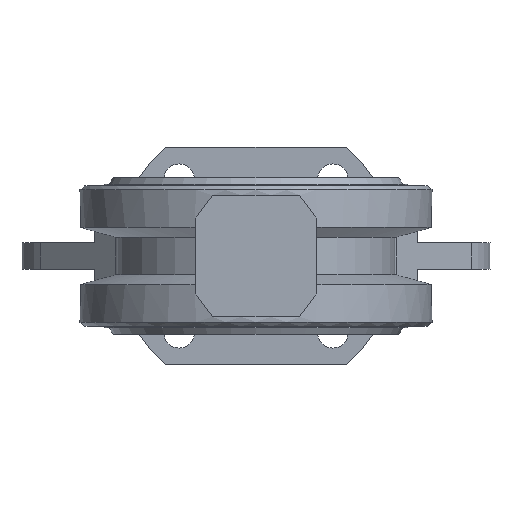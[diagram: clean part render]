
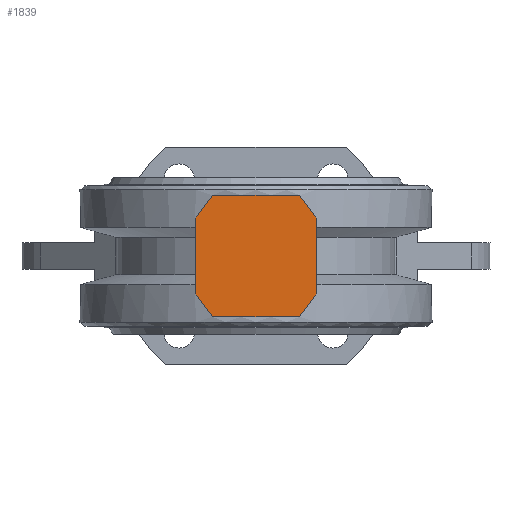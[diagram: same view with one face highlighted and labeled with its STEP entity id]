
A CAD part, front view. The second image highlights one B-rep face of the part: STEP entity #1839.
In plain terms, the highlighted planar face has unit normal (0, -1, 0).
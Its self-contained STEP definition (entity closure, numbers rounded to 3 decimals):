
#281 = CARTESIAN_POINT ( 'NONE',  ( 10., -55., -14. ) ) ;
#421 = LINE ( 'NONE', #22288, #7135 ) ;
#744 = LINE ( 'NONE', #13040, #30398 ) ;
#1494 = CARTESIAN_POINT ( 'NONE',  ( -10., -55., 14. ) ) ;
#1839 = ADVANCED_FACE ( 'NONE', ( #6311 ), #20791, .T. ) ;
#2030 = ORIENTED_EDGE ( 'NONE', *, *, #24912, .F. ) ;
#2065 = VERTEX_POINT ( 'NONE', #2739 ) ;
#2079 = DIRECTION ( 'NONE',  ( 0., -1., 0. ) ) ;
#2442 = DIRECTION ( 'NONE',  ( 0., 0., -1. ) ) ;
#2739 = CARTESIAN_POINT ( 'NONE',  ( -10., -55., -14. ) ) ;
#2852 = DIRECTION ( 'NONE',  ( -0.588, 0., -0.809 ) ) ;
#3408 = ORIENTED_EDGE ( 'NONE', *, *, #28828, .F. ) ;
#4208 = VECTOR ( 'NONE', #7823, 1000. ) ;
#4406 = DIRECTION ( 'NONE',  ( -1., 0., 0. ) ) ;
#4623 = EDGE_CURVE ( 'NONE', #11253, #30137, #23857, .T. ) ;
#5196 = DIRECTION ( 'NONE',  ( 0.588, 0., 0.809 ) ) ;
#6311 = FACE_OUTER_BOUND ( 'NONE', #33116, .T. ) ;
#6549 = DIRECTION ( 'NONE',  ( 0.588, 0., -0.809 ) ) ;
#7135 = VECTOR ( 'NONE', #25137, 1000. ) ;
#7190 = ORIENTED_EDGE ( 'NONE', *, *, #25463, .F. ) ;
#7823 = DIRECTION ( 'NONE',  ( 0., 0., -1. ) ) ;
#10630 = LINE ( 'NONE', #29985, #24960 ) ;
#11215 = CARTESIAN_POINT ( 'NONE',  ( 10., -55., -14. ) ) ;
#11253 = VERTEX_POINT ( 'NONE', #35466 ) ;
#12007 = VECTOR ( 'NONE', #6549, 1000. ) ;
#12240 = CARTESIAN_POINT ( 'NONE',  ( 0., -55., 0. ) ) ;
#13040 = CARTESIAN_POINT ( 'NONE',  ( -14., -55., 8.5 ) ) ;
#13489 = CARTESIAN_POINT ( 'NONE',  ( 14., -55., -8.5 ) ) ;
#13709 = CARTESIAN_POINT ( 'NONE',  ( -10., -55., 14. ) ) ;
#14910 = CARTESIAN_POINT ( 'NONE',  ( 14., -55., 8.5 ) ) ;
#14958 = VECTOR ( 'NONE', #5196, 1000. ) ;
#16350 = VERTEX_POINT ( 'NONE', #14910 ) ;
#16577 = ORIENTED_EDGE ( 'NONE', *, *, #29396, .F. ) ;
#17522 = ORIENTED_EDGE ( 'NONE', *, *, #32820, .F. ) ;
#17667 = CARTESIAN_POINT ( 'NONE',  ( -14., -55., -8.5 ) ) ;
#17843 = ORIENTED_EDGE ( 'NONE', *, *, #4623, .F. ) ;
#18392 = VERTEX_POINT ( 'NONE', #17667 ) ;
#18424 = ORIENTED_EDGE ( 'NONE', *, *, #36774, .F. ) ;
#18667 = DIRECTION ( 'NONE',  ( 1., 0., 0. ) ) ;
#20791 = PLANE ( 'NONE',  #30862 ) ;
#20832 = CARTESIAN_POINT ( 'NONE',  ( 14., -55., 8.5 ) ) ;
#21156 = CARTESIAN_POINT ( 'NONE',  ( -10., -55., 14. ) ) ;
#22288 = CARTESIAN_POINT ( 'NONE',  ( -14., -55., -8.5 ) ) ;
#22550 = LINE ( 'NONE', #13709, #14958 ) ;
#23857 = LINE ( 'NONE', #281, #30670 ) ;
#23984 = ORIENTED_EDGE ( 'NONE', *, *, #34471, .F. ) ;
#24267 = CARTESIAN_POINT ( 'NONE',  ( -14., -55., 8.5 ) ) ;
#24912 = EDGE_CURVE ( 'NONE', #25724, #34466, #28216, .T. ) ;
#24960 = VECTOR ( 'NONE', #4406, 1000. ) ;
#25137 = DIRECTION ( 'NONE',  ( -0.588, 0., 0.809 ) ) ;
#25463 = EDGE_CURVE ( 'NONE', #30137, #2065, #10630, .T. ) ;
#25724 = VERTEX_POINT ( 'NONE', #21156 ) ;
#27323 = VECTOR ( 'NONE', #18667, 1000. ) ;
#27378 = CARTESIAN_POINT ( 'NONE',  ( 10., -55., 14. ) ) ;
#28216 = LINE ( 'NONE', #1494, #27323 ) ;
#28828 = EDGE_CURVE ( 'NONE', #34466, #16350, #34980, .T. ) ;
#29396 = EDGE_CURVE ( 'NONE', #16350, #11253, #35641, .T. ) ;
#29985 = CARTESIAN_POINT ( 'NONE',  ( -10., -55., -14. ) ) ;
#30137 = VERTEX_POINT ( 'NONE', #11215 ) ;
#30398 = VECTOR ( 'NONE', #30403, 1000. ) ;
#30403 = DIRECTION ( 'NONE',  ( 0., 0., 1. ) ) ;
#30670 = VECTOR ( 'NONE', #2852, 1000. ) ;
#30862 = AXIS2_PLACEMENT_3D ( 'NONE', #12240, #2079, #2442 ) ;
#32820 = EDGE_CURVE ( 'NONE', #2065, #18392, #421, .T. ) ;
#33116 = EDGE_LOOP ( 'NONE', ( #2030, #18424, #23984, #17522, #7190, #17843, #16577, #3408 ) ) ;
#34466 = VERTEX_POINT ( 'NONE', #27378 ) ;
#34471 = EDGE_CURVE ( 'NONE', #18392, #34821, #744, .T. ) ;
#34821 = VERTEX_POINT ( 'NONE', #24267 ) ;
#34980 = LINE ( 'NONE', #20832, #12007 ) ;
#35466 = CARTESIAN_POINT ( 'NONE',  ( 14., -55., -8.5 ) ) ;
#35641 = LINE ( 'NONE', #13489, #4208 ) ;
#36774 = EDGE_CURVE ( 'NONE', #34821, #25724, #22550, .T. ) ;
